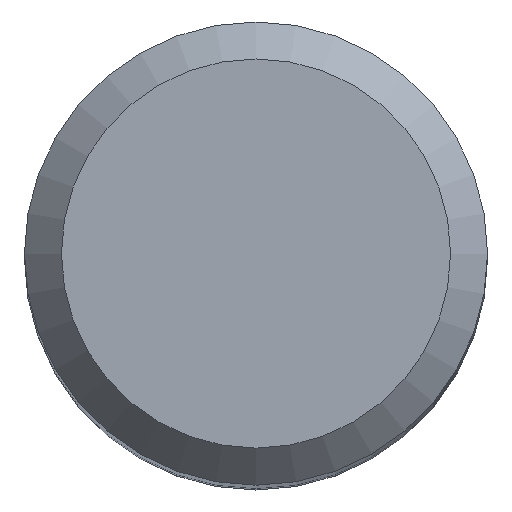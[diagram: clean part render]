
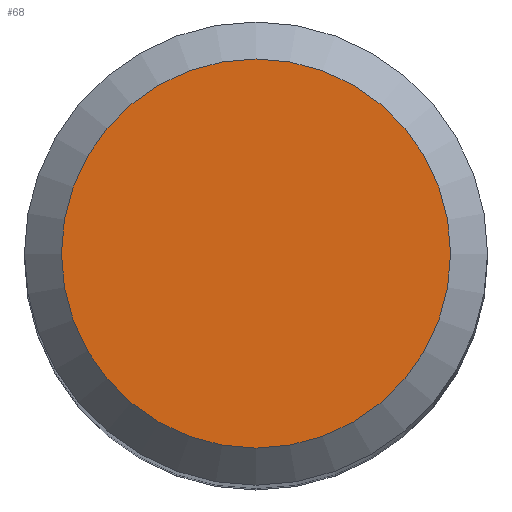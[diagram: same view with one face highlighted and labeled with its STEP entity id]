
A CAD part, top view. The second image highlights one B-rep face of the part: STEP entity #68.
In plain terms, the highlighted planar face has unit normal (0, 0, 1).
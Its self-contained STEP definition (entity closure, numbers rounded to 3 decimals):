
#56=PLANE('',#169);
#61=FACE_OUTER_BOUND('',#90,.T.);
#68=ADVANCED_FACE('',(#61),#56,.F.);
#90=EDGE_LOOP('',(#104));
#104=ORIENTED_EDGE('',*,*,#125,.T.);
#118=VERTEX_POINT('',#234);
#125=EDGE_CURVE('',#118,#118,#132,.T.);
#132=CIRCLE('',#168,4.2);
#168=AXIS2_PLACEMENT_3D('',#233,#196,#197);
#169=AXIS2_PLACEMENT_3D('',#235,#198,#199);
#196=DIRECTION('',(0.,0.,1.));
#197=DIRECTION('',(0.,1.,0.));
#198=DIRECTION('',(0.,0.,-1.));
#199=DIRECTION('',(0.,-1.,0.));
#233=CARTESIAN_POINT('',(0.,0.,40.));
#234=CARTESIAN_POINT('',(0.,4.2,40.));
#235=CARTESIAN_POINT('',(0.,5.,40.));
